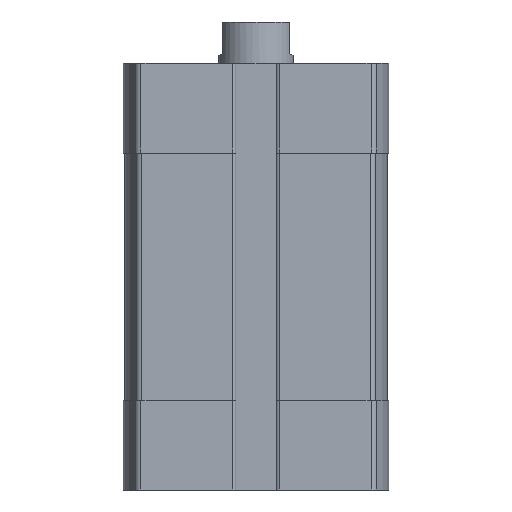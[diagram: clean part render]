
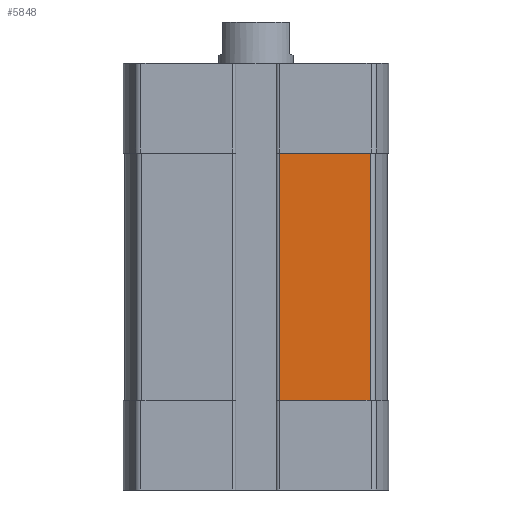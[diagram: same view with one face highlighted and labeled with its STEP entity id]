
A CAD part, left-side view. The second image highlights one B-rep face of the part: STEP entity #5848.
In plain terms, the highlighted planar face has unit normal (-1, 0, 0).
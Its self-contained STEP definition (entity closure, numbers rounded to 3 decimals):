
#70=PLANE('',#6391);
#601=LINE('',#9567,#1053);
#602=LINE('',#9570,#1054);
#603=LINE('',#9572,#1055);
#604=LINE('',#9574,#1056);
#1053=VECTOR('',#7536,1000.);
#1054=VECTOR('',#7537,1000.);
#1055=VECTOR('',#7538,1000.);
#1056=VECTOR('',#7539,1000.);
#1949=ORIENTED_EDGE('',*,*,#3435,.F.);
#1950=ORIENTED_EDGE('',*,*,#3436,.F.);
#1951=ORIENTED_EDGE('',*,*,#3437,.T.);
#1952=ORIENTED_EDGE('',*,*,#3438,.T.);
#3435=EDGE_CURVE('',#4184,#4185,#601,.T.);
#3436=EDGE_CURVE('',#4186,#4184,#602,.T.);
#3437=EDGE_CURVE('',#4186,#4187,#603,.T.);
#3438=EDGE_CURVE('',#4187,#4185,#604,.T.);
#4184=VERTEX_POINT('',#9568);
#4185=VERTEX_POINT('',#9569);
#4186=VERTEX_POINT('',#9571);
#4187=VERTEX_POINT('',#9573);
#4880=EDGE_LOOP('',(#1949,#1950,#1951,#1952));
#5326=FACE_BOUND('',#4880,.T.);
#5848=ADVANCED_FACE('',(#5326),#70,.T.);
#6391=AXIS2_PLACEMENT_3D('',#9566,#7534,#7535);
#7534=DIRECTION('',(-1.,0.,0.));
#7535=DIRECTION('',(0.,0.,1.));
#7536=DIRECTION('',(0.,-1.,0.));
#7537=DIRECTION('',(0.,0.,1.));
#7538=DIRECTION('',(0.,-1.,0.));
#7539=DIRECTION('',(0.,0.,1.));
#9566=CARTESIAN_POINT('',(-17.5,-3.1,-45.));
#9567=CARTESIAN_POINT('',(-17.5,-3.1,-12.));
#9568=CARTESIAN_POINT('',(-17.5,-3.1,-12.));
#9569=CARTESIAN_POINT('',(-17.5,-15.253,-12.));
#9570=CARTESIAN_POINT('',(-17.5,-3.1,-45.));
#9571=CARTESIAN_POINT('',(-17.5,-3.1,-45.));
#9572=CARTESIAN_POINT('',(-17.5,-3.1,-45.));
#9573=CARTESIAN_POINT('',(-17.5,-15.253,-45.));
#9574=CARTESIAN_POINT('',(-17.5,-15.253,-45.));
